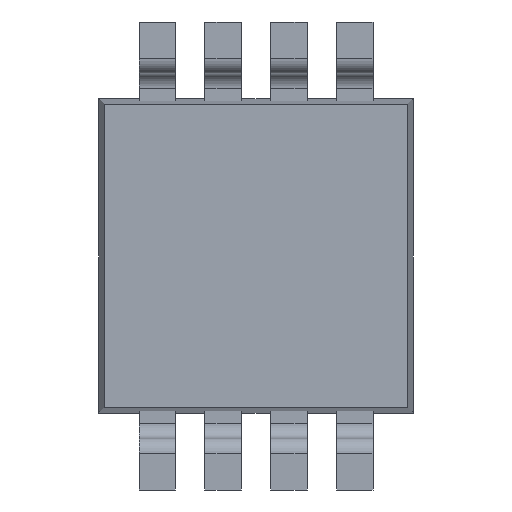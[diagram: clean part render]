
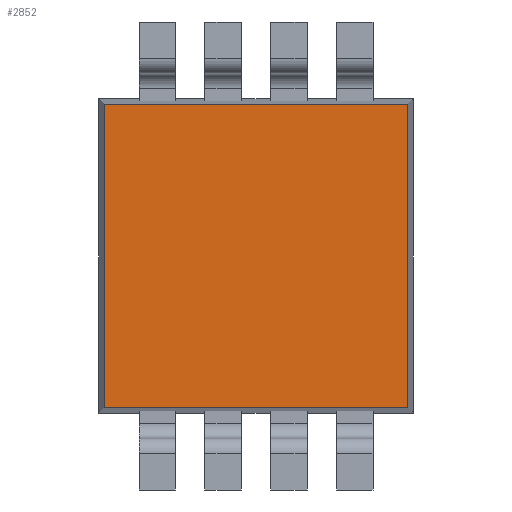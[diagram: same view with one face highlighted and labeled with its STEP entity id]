
A CAD part, front view. The second image highlights one B-rep face of the part: STEP entity #2852.
In plain terms, the highlighted planar face has unit normal (0, -1, 0).
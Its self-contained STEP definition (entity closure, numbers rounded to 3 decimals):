
#237 = ORIENTED_EDGE ( 'NONE', *, *, #1114, .T. ) ;
#344 = DIRECTION ( 'NONE',  ( 0., 1., 0. ) ) ;
#475 = LINE ( 'NONE', #2760, #3424 ) ;
#494 = ORIENTED_EDGE ( 'NONE', *, *, #2281, .T. ) ;
#612 = DIRECTION ( 'NONE',  ( 0., 0., -1. ) ) ;
#797 = CARTESIAN_POINT ( 'NONE',  ( -3.05, 0., 0.05 ) ) ;
#815 = LINE ( 'NONE', #2206, #2328 ) ;
#872 = VERTEX_POINT ( 'NONE', #2401 ) ;
#999 = DIRECTION ( 'NONE',  ( 1., 0., 0. ) ) ;
#1047 = VERTEX_POINT ( 'NONE', #2670 ) ;
#1099 = EDGE_LOOP ( 'NONE', ( #494, #1943, #3412, #237 ) ) ;
#1114 = EDGE_CURVE ( 'NONE', #3407, #1047, #2469, .T. ) ;
#1564 = CARTESIAN_POINT ( 'NONE',  ( 0., 0., 0.05 ) ) ;
#1578 = EDGE_CURVE ( 'NONE', #872, #3407, #3141, .T. ) ;
#1719 = VECTOR ( 'NONE', #999, 1000. ) ;
#1751 = FACE_OUTER_BOUND ( 'NONE', #1099, .T. ) ;
#1832 = EDGE_CURVE ( 'NONE', #2024, #872, #815, .T. ) ;
#1943 = ORIENTED_EDGE ( 'NONE', *, *, #1832, .T. ) ;
#1953 = DIRECTION ( 'NONE',  ( 0., 0., 1. ) ) ;
#2024 = VERTEX_POINT ( 'NONE', #2374 ) ;
#2047 = PLANE ( 'NONE',  #2074 ) ;
#2074 = AXIS2_PLACEMENT_3D ( 'NONE', #2906, #344, #2338 ) ;
#2206 = CARTESIAN_POINT ( 'NONE',  ( -3.1, 0., 3.05 ) ) ;
#2281 = EDGE_CURVE ( 'NONE', #1047, #2024, #475, .T. ) ;
#2328 = VECTOR ( 'NONE', #2768, 1000. ) ;
#2338 = DIRECTION ( 'NONE',  ( -1., 0., 0. ) ) ;
#2373 = VECTOR ( 'NONE', #612, 1000. ) ;
#2374 = CARTESIAN_POINT ( 'NONE',  ( -0.05, 0., 3.05 ) ) ;
#2401 = CARTESIAN_POINT ( 'NONE',  ( -3.05, 0., 3.05 ) ) ;
#2469 = LINE ( 'NONE', #1564, #1719 ) ;
#2670 = CARTESIAN_POINT ( 'NONE',  ( -0.05, 0., 0.05 ) ) ;
#2760 = CARTESIAN_POINT ( 'NONE',  ( -0.05, 0., 3.1 ) ) ;
#2768 = DIRECTION ( 'NONE',  ( -1., 0., 0. ) ) ;
#2852 = ADVANCED_FACE ( 'NONE', ( #1751 ), #2047, .F. ) ;
#2898 = CARTESIAN_POINT ( 'NONE',  ( -3.05, 0., 3.1 ) ) ;
#2906 = CARTESIAN_POINT ( 'NONE',  ( 0., 0., 3.1 ) ) ;
#3141 = LINE ( 'NONE', #2898, #2373 ) ;
#3407 = VERTEX_POINT ( 'NONE', #797 ) ;
#3412 = ORIENTED_EDGE ( 'NONE', *, *, #1578, .T. ) ;
#3424 = VECTOR ( 'NONE', #1953, 1000. ) ;
